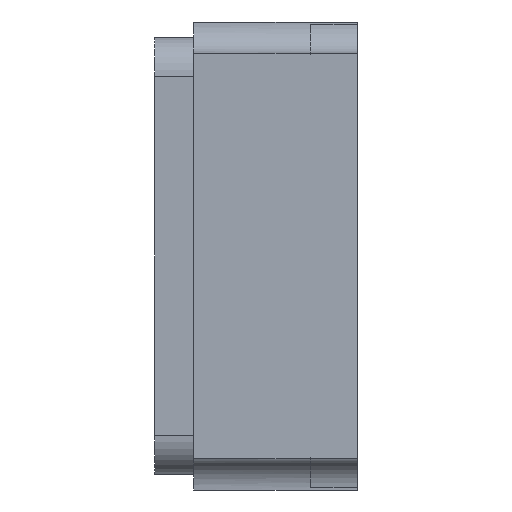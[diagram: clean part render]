
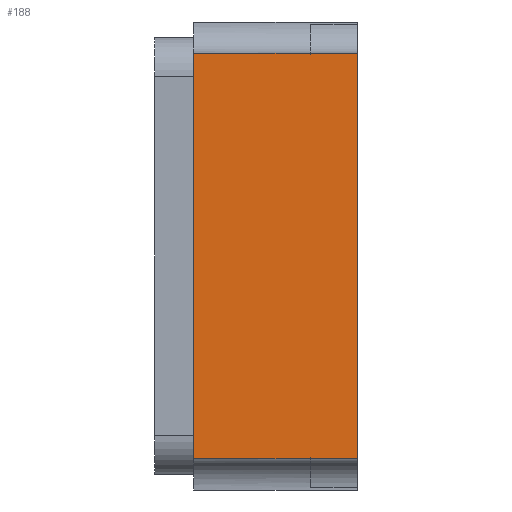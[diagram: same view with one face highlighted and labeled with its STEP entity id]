
A CAD part, left-side view. The second image highlights one B-rep face of the part: STEP entity #188.
In plain terms, the highlighted planar face has unit normal (-1, 0, 0).
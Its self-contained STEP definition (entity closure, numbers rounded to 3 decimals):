
#103 = VERTEX_POINT ( 'NONE', #230 ) ;
#165 = CARTESIAN_POINT ( 'NONE',  ( -1.6, 0.525, -0.65 ) ) ;
#188 = ADVANCED_FACE ( 'NONE', ( #1501 ), #744, .T. ) ;
#197 = EDGE_CURVE ( 'NONE', #1770, #103, #886, .T. ) ;
#230 = CARTESIAN_POINT ( 'NONE',  ( -1.6, 0., -0.65 ) ) ;
#239 = CARTESIAN_POINT ( 'NONE',  ( -1.6, 0.65, 0. ) ) ;
#357 = LINE ( 'NONE', #1658, #1563 ) ;
#481 = DIRECTION ( 'NONE',  ( 0., -1., 0. ) ) ;
#522 = CARTESIAN_POINT ( 'NONE',  ( -1.6, 0.525, 0.65 ) ) ;
#635 = ORIENTED_EDGE ( 'NONE', *, *, #197, .T. ) ;
#712 = VECTOR ( 'NONE', #978, 1000. ) ;
#732 = CARTESIAN_POINT ( 'NONE',  ( -1.6, 0., 0. ) ) ;
#744 = PLANE ( 'NONE',  #1998 ) ;
#768 = VECTOR ( 'NONE', #2077, 1000. ) ;
#867 = ORIENTED_EDGE ( 'NONE', *, *, #1966, .F. ) ;
#886 = LINE ( 'NONE', #1567, #1526 ) ;
#888 = DIRECTION ( 'NONE',  ( -1., 0., 0. ) ) ;
#978 = DIRECTION ( 'NONE',  ( 0., 0., 1. ) ) ;
#1022 = VERTEX_POINT ( 'NONE', #1196 ) ;
#1061 = DIRECTION ( 'NONE',  ( 0., 0., 1. ) ) ;
#1078 = DIRECTION ( 'NONE',  ( 0., -1., 0. ) ) ;
#1103 = ORIENTED_EDGE ( 'NONE', *, *, #1652, .F. ) ;
#1196 = CARTESIAN_POINT ( 'NONE',  ( -1.6, 0., 0.65 ) ) ;
#1476 = LINE ( 'NONE', #732, #768 ) ;
#1501 = FACE_OUTER_BOUND ( 'NONE', #1683, .T. ) ;
#1526 = VECTOR ( 'NONE', #1078, 1000. ) ;
#1563 = VECTOR ( 'NONE', #481, 1000. ) ;
#1567 = CARTESIAN_POINT ( 'NONE',  ( -1.6, 0.65, -0.65 ) ) ;
#1652 = EDGE_CURVE ( 'NONE', #1693, #1022, #357, .T. ) ;
#1658 = CARTESIAN_POINT ( 'NONE',  ( -1.6, 0.65, 0.65 ) ) ;
#1683 = EDGE_LOOP ( 'NONE', ( #1103, #867, #635, #1742 ) ) ;
#1693 = VERTEX_POINT ( 'NONE', #522 ) ;
#1742 = ORIENTED_EDGE ( 'NONE', *, *, #1918, .F. ) ;
#1770 = VERTEX_POINT ( 'NONE', #2034 ) ;
#1918 = EDGE_CURVE ( 'NONE', #1022, #103, #1476, .T. ) ;
#1966 = EDGE_CURVE ( 'NONE', #1770, #1693, #2035, .T. ) ;
#1998 = AXIS2_PLACEMENT_3D ( 'NONE', #239, #888, #1061 ) ;
#2034 = CARTESIAN_POINT ( 'NONE',  ( -1.6, 0.525, -0.65 ) ) ;
#2035 = LINE ( 'NONE', #165, #712 ) ;
#2077 = DIRECTION ( 'NONE',  ( 0., 0., -1. ) ) ;
